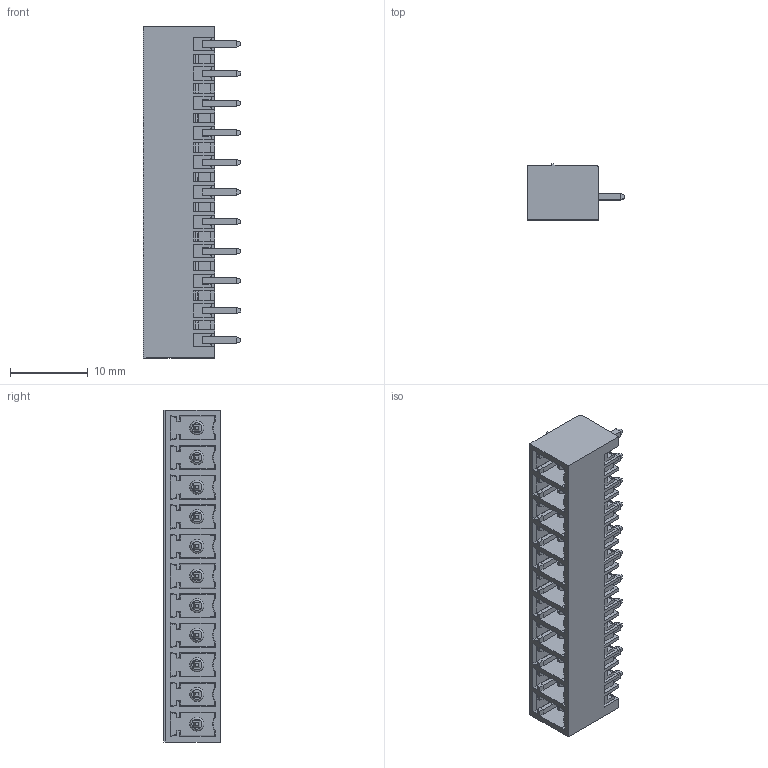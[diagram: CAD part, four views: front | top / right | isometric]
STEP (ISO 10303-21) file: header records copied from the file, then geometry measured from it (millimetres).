
FILE_DESCRIPTION(('STEP AP214'),'1');
FILE_NAME('PV11-3,81-V-P.stp','2023-12-21T16:19:35',(' '),(' '),'Spatial InterOp 3D',' ',' ');
FILE_SCHEMA(('AUTOMOTIVE_DESIGN { 1 0 10303 214 1 1 1 1 }'));
Length unit declared in the file: metre
Products named in the file (1): 1366534892
Bounding box: 12.6 x 7.25 x 42.71 mm (x, y, z)
Volume: 1543.4 mm3; surface area: 3567.3 mm2
Topology: 1 solids, 1 shells, 907 faces, 2335 edges, 1474 vertices
Faces by surface type: plane 862, cylinder 23, torus 11, cone 11
Full cylindrical faces by diameter (mm): 1.8 x11
Entity records: 33759 total; most frequent: CARTESIAN_POINT 4787, ORIENTED_EDGE 4604, DIRECTION 4116, EDGE_CURVE 2302, LINE 2164, VECTOR 2164, VERTEX_POINT 1463, AXIS2_PLACEMENT_3D 976
